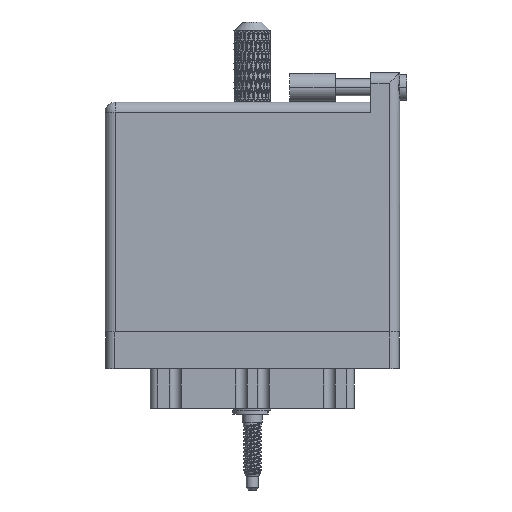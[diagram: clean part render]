
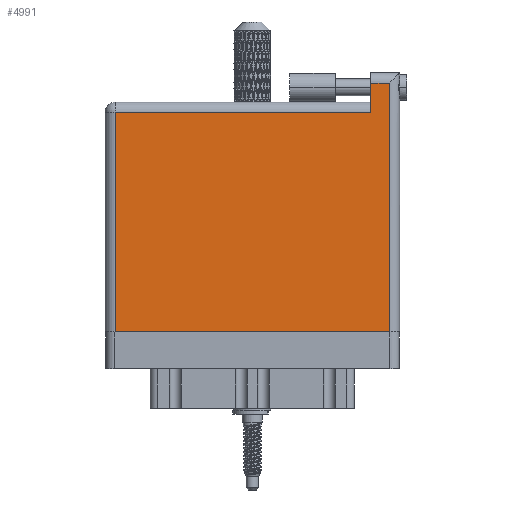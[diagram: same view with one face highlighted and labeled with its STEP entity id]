
A CAD part, front view. The second image highlights one B-rep face of the part: STEP entity #4991.
In plain terms, the highlighted face is planar.
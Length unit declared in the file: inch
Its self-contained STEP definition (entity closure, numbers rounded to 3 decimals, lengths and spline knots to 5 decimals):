
#4991 = ADVANCED_FACE ( 'NONE', ( #33900 ), #39757, .F. ) ;
#5335 = LINE ( 'NONE', #30676, #21196 ) ;
#7138 = CARTESIAN_POINT ( 'NONE',  ( 1.938, 0., 0. ) ) ;
#7248 = VERTEX_POINT ( 'NONE', #20526 ) ;
#7579 = ORIENTED_EDGE ( 'NONE', *, *, #68123, .T. ) ;
#10238 = EDGE_CURVE ( 'NONE', #18608, #7248, #84718, .T. ) ;
#10811 = EDGE_LOOP ( 'NONE', ( #7579, #66979, #53240, #27225, #94631, #20249 ) ) ;
#12436 = DIRECTION ( 'NONE',  ( 0., -1., 0. ) ) ;
#16032 = DIRECTION ( 'NONE',  ( 0., 0., -1. ) ) ;
#18608 = VERTEX_POINT ( 'NONE', #79124 ) ;
#20249 = ORIENTED_EDGE ( 'NONE', *, *, #10238, .T. ) ;
#20526 = CARTESIAN_POINT ( 'NONE',  ( 0.07, 0., 0. ) ) ;
#21024 = VECTOR ( 'NONE', #44721, 39.37008 ) ;
#21196 = VECTOR ( 'NONE', #85540, 39.37008 ) ;
#21452 = VERTEX_POINT ( 'NONE', #25022 ) ;
#25022 = CARTESIAN_POINT ( 'NONE',  ( 1.811, 1.496, 0. ) ) ;
#27225 = ORIENTED_EDGE ( 'NONE', *, *, #31016, .T. ) ;
#30676 = CARTESIAN_POINT ( 'NONE',  ( 0., 1.496, 0. ) ) ;
#31016 = EDGE_CURVE ( 'NONE', #90809, #21452, #89848, .T. ) ;
#33158 = DIRECTION ( 'NONE',  ( 1., 0., 0. ) ) ;
#33900 = FACE_OUTER_BOUND ( 'NONE', #10811, .T. ) ;
#36315 = LINE ( 'NONE', #61112, #21024 ) ;
#39757 = PLANE ( 'NONE',  #48991 ) ;
#41072 = LINE ( 'NONE', #73239, #67325 ) ;
#44721 = DIRECTION ( 'NONE',  ( 0., 1., 0. ) ) ;
#45345 = EDGE_CURVE ( 'NONE', #73124, #92953, #36315, .T. ) ;
#48991 = AXIS2_PLACEMENT_3D ( 'NONE', #96207, #16032, #66075 ) ;
#53240 = ORIENTED_EDGE ( 'NONE', *, *, #53265, .T. ) ;
#53265 = EDGE_CURVE ( 'NONE', #92953, #90809, #56480, .T. ) ;
#55397 = EDGE_CURVE ( 'NONE', #21452, #18608, #5335, .T. ) ;
#56462 = VECTOR ( 'NONE', #95512, 39.37008 ) ;
#56480 = LINE ( 'NONE', #73322, #56462 ) ;
#59943 = CARTESIAN_POINT ( 'NONE',  ( 0.07, 0., 0. ) ) ;
#61112 = CARTESIAN_POINT ( 'NONE',  ( 1.938, 1.766, 0. ) ) ;
#65088 = DIRECTION ( 'NONE',  ( 0., -1., 0. ) ) ;
#66075 = DIRECTION ( 'NONE',  ( -1., 0., 0. ) ) ;
#66979 = ORIENTED_EDGE ( 'NONE', *, *, #45345, .T. ) ;
#67325 = VECTOR ( 'NONE', #33158, 39.37008 ) ;
#68123 = EDGE_CURVE ( 'NONE', #7248, #73124, #41072, .T. ) ;
#73124 = VERTEX_POINT ( 'NONE', #7138 ) ;
#73239 = CARTESIAN_POINT ( 'NONE',  ( 0., 0., 0. ) ) ;
#73322 = CARTESIAN_POINT ( 'NONE',  ( 0., 1.696, 0. ) ) ;
#77953 = VECTOR ( 'NONE', #12436, 39.37008 ) ;
#79124 = CARTESIAN_POINT ( 'NONE',  ( 0.07, 1.496, 0. ) ) ;
#83851 = VECTOR ( 'NONE', #65088, 39.37008 ) ;
#84718 = LINE ( 'NONE', #59943, #77953 ) ;
#85327 = CARTESIAN_POINT ( 'NONE',  ( 1.938, 1.696, 0. ) ) ;
#85540 = DIRECTION ( 'NONE',  ( -1., 0., 0. ) ) ;
#88828 = CARTESIAN_POINT ( 'NONE',  ( 1.811, 1.766, 0. ) ) ;
#89848 = LINE ( 'NONE', #88828, #83851 ) ;
#90809 = VERTEX_POINT ( 'NONE', #102290 ) ;
#92953 = VERTEX_POINT ( 'NONE', #85327 ) ;
#94631 = ORIENTED_EDGE ( 'NONE', *, *, #55397, .T. ) ;
#95512 = DIRECTION ( 'NONE',  ( -1., 0., 0. ) ) ;
#96207 = CARTESIAN_POINT ( 'NONE',  ( 0., 1.566, 0. ) ) ;
#102290 = CARTESIAN_POINT ( 'NONE',  ( 1.811, 1.696, 0. ) ) ;
